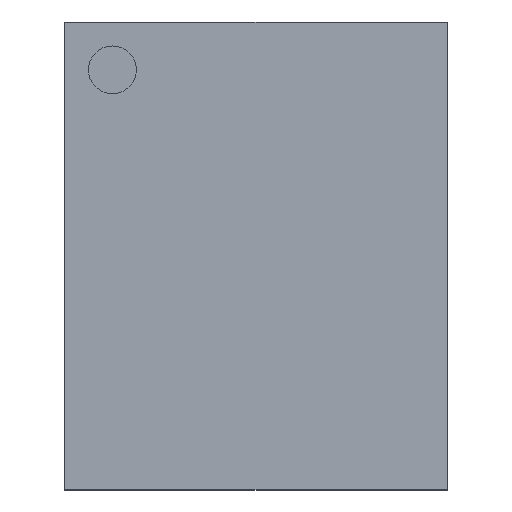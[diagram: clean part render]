
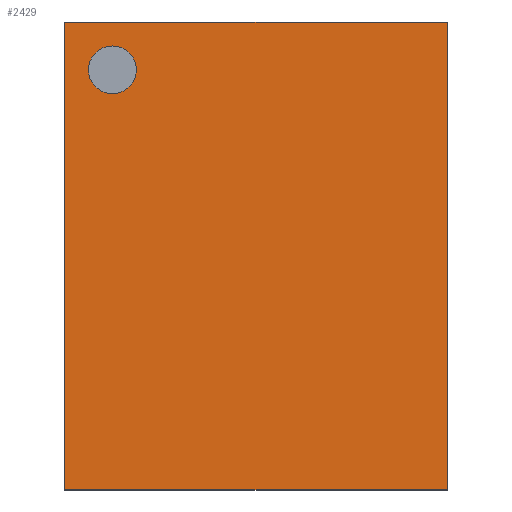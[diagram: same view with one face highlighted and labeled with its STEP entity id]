
A CAD part, top view. The second image highlights one B-rep face of the part: STEP entity #2429.
In plain terms, the highlighted planar face has unit normal (0, 0, 1).
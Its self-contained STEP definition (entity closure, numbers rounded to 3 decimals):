
#2240 = VERTEX_POINT('',#2241);
#2241 = CARTESIAN_POINT('',(-4.5,-5.5,1.));
#2248 = PLANE('',#2249);
#2249 = AXIS2_PLACEMENT_3D('',#2250,#2251,#2252);
#2250 = CARTESIAN_POINT('',(-4.5,-5.5,0.45));
#2251 = DIRECTION('',(1.,0.,0.));
#2252 = DIRECTION('',(0.,0.,1.));
#2260 = PLANE('',#2261);
#2261 = AXIS2_PLACEMENT_3D('',#2262,#2263,#2264);
#2262 = CARTESIAN_POINT('',(-4.5,-5.5,0.45));
#2263 = DIRECTION('',(0.,1.,0.));
#2264 = DIRECTION('',(0.,0.,1.));
#2301 = VERTEX_POINT('',#2302);
#2302 = CARTESIAN_POINT('',(-4.5,5.5,1.));
#2316 = PLANE('',#2317);
#2317 = AXIS2_PLACEMENT_3D('',#2318,#2319,#2320);
#2318 = CARTESIAN_POINT('',(-4.5,5.5,0.45));
#2319 = DIRECTION('',(0.,1.,0.));
#2320 = DIRECTION('',(0.,0.,1.));
#2328 = EDGE_CURVE('',#2240,#2301,#2329,.T.);
#2329 = SURFACE_CURVE('',#2330,(#2334,#2341),.PCURVE_S1.);
#2330 = LINE('',#2331,#2332);
#2331 = CARTESIAN_POINT('',(-4.5,-5.5,1.));
#2332 = VECTOR('',#2333,1.);
#2333 = DIRECTION('',(0.,1.,0.));
#2334 = PCURVE('',#2248,#2335);
#2335 = DEFINITIONAL_REPRESENTATION('',(#2336),#2340);
#2336 = LINE('',#2337,#2338);
#2337 = CARTESIAN_POINT('',(0.55,0.));
#2338 = VECTOR('',#2339,1.);
#2339 = DIRECTION('',(0.,-1.));
#2340 = ( GEOMETRIC_REPRESENTATION_CONTEXT(2) 
PARAMETRIC_REPRESENTATION_CONTEXT() REPRESENTATION_CONTEXT('2D SPACE',''
  ) );
#2341 = PCURVE('',#2342,#2347);
#2342 = PLANE('',#2343);
#2343 = AXIS2_PLACEMENT_3D('',#2344,#2345,#2346);
#2344 = CARTESIAN_POINT('',(-4.5,-5.5,1.));
#2345 = DIRECTION('',(0.,0.,1.));
#2346 = DIRECTION('',(1.,0.,0.));
#2347 = DEFINITIONAL_REPRESENTATION('',(#2348),#2352);
#2348 = LINE('',#2349,#2350);
#2349 = CARTESIAN_POINT('',(0.,0.));
#2350 = VECTOR('',#2351,1.);
#2351 = DIRECTION('',(0.,1.));
#2352 = ( GEOMETRIC_REPRESENTATION_CONTEXT(2) 
PARAMETRIC_REPRESENTATION_CONTEXT() REPRESENTATION_CONTEXT('2D SPACE',''
  ) );
#2381 = EDGE_CURVE('',#2240,#2382,#2384,.T.);
#2382 = VERTEX_POINT('',#2383);
#2383 = CARTESIAN_POINT('',(4.5,-5.5,1.));
#2384 = SURFACE_CURVE('',#2385,(#2389,#2396),.PCURVE_S1.);
#2385 = LINE('',#2386,#2387);
#2386 = CARTESIAN_POINT('',(-4.5,-5.5,1.));
#2387 = VECTOR('',#2388,1.);
#2388 = DIRECTION('',(1.,0.,0.));
#2389 = PCURVE('',#2260,#2390);
#2390 = DEFINITIONAL_REPRESENTATION('',(#2391),#2395);
#2391 = LINE('',#2392,#2393);
#2392 = CARTESIAN_POINT('',(0.55,0.));
#2393 = VECTOR('',#2394,1.);
#2394 = DIRECTION('',(0.,1.));
#2395 = ( GEOMETRIC_REPRESENTATION_CONTEXT(2) 
PARAMETRIC_REPRESENTATION_CONTEXT() REPRESENTATION_CONTEXT('2D SPACE',''
  ) );
#2396 = PCURVE('',#2342,#2397);
#2397 = DEFINITIONAL_REPRESENTATION('',(#2398),#2402);
#2398 = LINE('',#2399,#2400);
#2399 = CARTESIAN_POINT('',(0.,0.));
#2400 = VECTOR('',#2401,1.);
#2401 = DIRECTION('',(1.,0.));
#2402 = ( GEOMETRIC_REPRESENTATION_CONTEXT(2) 
PARAMETRIC_REPRESENTATION_CONTEXT() REPRESENTATION_CONTEXT('2D SPACE',''
  ) );
#2418 = PLANE('',#2419);
#2419 = AXIS2_PLACEMENT_3D('',#2420,#2421,#2422);
#2420 = CARTESIAN_POINT('',(4.5,-5.5,0.45));
#2421 = DIRECTION('',(1.,0.,0.));
#2422 = DIRECTION('',(0.,0.,1.));
#2429 = ADVANCED_FACE('',(#2430,#2478),#2342,.T.);
#2430 = FACE_BOUND('',#2431,.T.);
#2431 = EDGE_LOOP('',(#2432,#2433,#2434,#2457));
#2432 = ORIENTED_EDGE('',*,*,#2328,.F.);
#2433 = ORIENTED_EDGE('',*,*,#2381,.T.);
#2434 = ORIENTED_EDGE('',*,*,#2435,.T.);
#2435 = EDGE_CURVE('',#2382,#2436,#2438,.T.);
#2436 = VERTEX_POINT('',#2437);
#2437 = CARTESIAN_POINT('',(4.5,5.5,1.));
#2438 = SURFACE_CURVE('',#2439,(#2443,#2450),.PCURVE_S1.);
#2439 = LINE('',#2440,#2441);
#2440 = CARTESIAN_POINT('',(4.5,-5.5,1.));
#2441 = VECTOR('',#2442,1.);
#2442 = DIRECTION('',(0.,1.,0.));
#2443 = PCURVE('',#2342,#2444);
#2444 = DEFINITIONAL_REPRESENTATION('',(#2445),#2449);
#2445 = LINE('',#2446,#2447);
#2446 = CARTESIAN_POINT('',(9.,0.));
#2447 = VECTOR('',#2448,1.);
#2448 = DIRECTION('',(0.,1.));
#2449 = ( GEOMETRIC_REPRESENTATION_CONTEXT(2) 
PARAMETRIC_REPRESENTATION_CONTEXT() REPRESENTATION_CONTEXT('2D SPACE',''
  ) );
#2450 = PCURVE('',#2418,#2451);
#2451 = DEFINITIONAL_REPRESENTATION('',(#2452),#2456);
#2452 = LINE('',#2453,#2454);
#2453 = CARTESIAN_POINT('',(0.55,0.));
#2454 = VECTOR('',#2455,1.);
#2455 = DIRECTION('',(0.,-1.));
#2456 = ( GEOMETRIC_REPRESENTATION_CONTEXT(2) 
PARAMETRIC_REPRESENTATION_CONTEXT() REPRESENTATION_CONTEXT('2D SPACE',''
  ) );
#2457 = ORIENTED_EDGE('',*,*,#2458,.F.);
#2458 = EDGE_CURVE('',#2301,#2436,#2459,.T.);
#2459 = SURFACE_CURVE('',#2460,(#2464,#2471),.PCURVE_S1.);
#2460 = LINE('',#2461,#2462);
#2461 = CARTESIAN_POINT('',(-4.5,5.5,1.));
#2462 = VECTOR('',#2463,1.);
#2463 = DIRECTION('',(1.,0.,0.));
#2464 = PCURVE('',#2342,#2465);
#2465 = DEFINITIONAL_REPRESENTATION('',(#2466),#2470);
#2466 = LINE('',#2467,#2468);
#2467 = CARTESIAN_POINT('',(0.,11.));
#2468 = VECTOR('',#2469,1.);
#2469 = DIRECTION('',(1.,0.));
#2470 = ( GEOMETRIC_REPRESENTATION_CONTEXT(2) 
PARAMETRIC_REPRESENTATION_CONTEXT() REPRESENTATION_CONTEXT('2D SPACE',''
  ) );
#2471 = PCURVE('',#2316,#2472);
#2472 = DEFINITIONAL_REPRESENTATION('',(#2473),#2477);
#2473 = LINE('',#2474,#2475);
#2474 = CARTESIAN_POINT('',(0.55,0.));
#2475 = VECTOR('',#2476,1.);
#2476 = DIRECTION('',(0.,1.));
#2477 = ( GEOMETRIC_REPRESENTATION_CONTEXT(2) 
PARAMETRIC_REPRESENTATION_CONTEXT() REPRESENTATION_CONTEXT('2D SPACE',''
  ) );
#2478 = FACE_BOUND('',#2479,.T.);
#2479 = EDGE_LOOP('',(#2480));
#2480 = ORIENTED_EDGE('',*,*,#2481,.F.);
#2481 = EDGE_CURVE('',#2482,#2482,#2484,.T.);
#2482 = VERTEX_POINT('',#2483);
#2483 = CARTESIAN_POINT('',(-2.813,4.375,1.));
#2484 = SURFACE_CURVE('',#2485,(#2490,#2497),.PCURVE_S1.);
#2485 = CIRCLE('',#2486,0.563);
#2486 = AXIS2_PLACEMENT_3D('',#2487,#2488,#2489);
#2487 = CARTESIAN_POINT('',(-3.375,4.375,1.));
#2488 = DIRECTION('',(0.,0.,1.));
#2489 = DIRECTION('',(1.,0.,0.));
#2490 = PCURVE('',#2342,#2491);
#2491 = DEFINITIONAL_REPRESENTATION('',(#2492),#2496);
#2492 = CIRCLE('',#2493,0.563);
#2493 = AXIS2_PLACEMENT_2D('',#2494,#2495);
#2494 = CARTESIAN_POINT('',(1.125,9.875));
#2495 = DIRECTION('',(1.,0.));
#2496 = ( GEOMETRIC_REPRESENTATION_CONTEXT(2) 
PARAMETRIC_REPRESENTATION_CONTEXT() REPRESENTATION_CONTEXT('2D SPACE',''
  ) );
#2497 = PCURVE('',#2498,#2503);
#2498 = CYLINDRICAL_SURFACE('',#2499,0.563);
#2499 = AXIS2_PLACEMENT_3D('',#2500,#2501,#2502);
#2500 = CARTESIAN_POINT('',(-3.375,4.375,0.9));
#2501 = DIRECTION('',(0.,0.,1.));
#2502 = DIRECTION('',(1.,0.,0.));
#2503 = DEFINITIONAL_REPRESENTATION('',(#2504),#2508);
#2504 = LINE('',#2505,#2506);
#2505 = CARTESIAN_POINT('',(0.,0.1));
#2506 = VECTOR('',#2507,1.);
#2507 = DIRECTION('',(1.,0.));
#2508 = ( GEOMETRIC_REPRESENTATION_CONTEXT(2) 
PARAMETRIC_REPRESENTATION_CONTEXT() REPRESENTATION_CONTEXT('2D SPACE',''
  ) );
